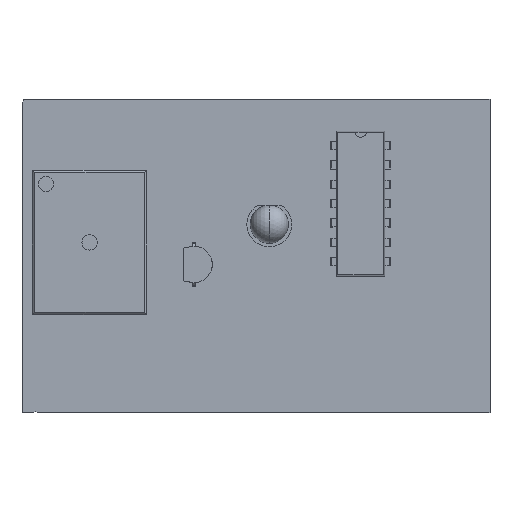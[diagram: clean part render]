
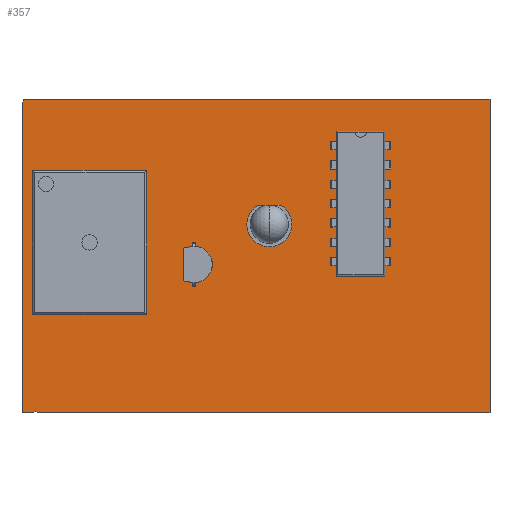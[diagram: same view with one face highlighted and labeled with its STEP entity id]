
A CAD part, top view. The second image highlights one B-rep face of the part: STEP entity #357.
In plain terms, the highlighted planar face has unit normal (0, 0, 1).
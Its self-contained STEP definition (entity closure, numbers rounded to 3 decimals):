
#68 = VERTEX_POINT('',#69);
#69 = CARTESIAN_POINT('',(0.,0.,3.54));
#75 = EDGE_CURVE('',#68,#76,#78,.T.);
#76 = VERTEX_POINT('',#77);
#77 = CARTESIAN_POINT('',(61.25,0.,3.54));
#78 = LINE('',#79,#80);
#79 = CARTESIAN_POINT('',(0.,0.,3.54));
#80 = VECTOR('',#81,1.);
#81 = DIRECTION('',(1.,0.,0.));
#106 = EDGE_CURVE('',#76,#107,#109,.T.);
#107 = VERTEX_POINT('',#108);
#108 = CARTESIAN_POINT('',(61.25,-41.25,3.54));
#109 = LINE('',#110,#111);
#110 = CARTESIAN_POINT('',(61.25,0.,3.54));
#111 = VECTOR('',#112,1.);
#112 = DIRECTION('',(0.,-1.,0.));
#137 = EDGE_CURVE('',#107,#138,#140,.T.);
#138 = VERTEX_POINT('',#139);
#139 = CARTESIAN_POINT('',(1.75,-41.25,3.54));
#140 = LINE('',#141,#142);
#141 = CARTESIAN_POINT('',(61.25,-41.25,3.54));
#142 = VECTOR('',#143,1.);
#143 = DIRECTION('',(-1.,0.,0.));
#168 = EDGE_CURVE('',#138,#169,#171,.T.);
#169 = VERTEX_POINT('',#170);
#170 = CARTESIAN_POINT('',(1.5,-41.,3.54));
#171 = LINE('',#172,#173);
#172 = CARTESIAN_POINT('',(1.75,-41.25,3.54));
#173 = VECTOR('',#174,1.);
#174 = DIRECTION('',(-0.707,0.707,0.));
#199 = EDGE_CURVE('',#169,#200,#202,.T.);
#200 = VERTEX_POINT('',#201);
#201 = CARTESIAN_POINT('',(1.25,-41.25,3.54));
#202 = LINE('',#203,#204);
#203 = CARTESIAN_POINT('',(1.5,-41.,3.54));
#204 = VECTOR('',#205,1.);
#205 = DIRECTION('',(-0.707,-0.707,0.));
#230 = EDGE_CURVE('',#200,#231,#233,.T.);
#231 = VERTEX_POINT('',#232);
#232 = CARTESIAN_POINT('',(-0.25,-41.25,3.54));
#233 = LINE('',#234,#235);
#234 = CARTESIAN_POINT('',(1.25,-41.25,3.54));
#235 = VECTOR('',#236,1.);
#236 = DIRECTION('',(-1.,0.,0.));
#261 = EDGE_CURVE('',#231,#262,#264,.T.);
#262 = VERTEX_POINT('',#263);
#263 = CARTESIAN_POINT('',(-0.25,-0.5,3.54));
#264 = LINE('',#265,#266);
#265 = CARTESIAN_POINT('',(-0.25,-41.25,3.54));
#266 = VECTOR('',#267,1.);
#267 = DIRECTION('',(0.,1.,0.));
#292 = EDGE_CURVE('',#262,#293,#295,.T.);
#293 = VERTEX_POINT('',#294);
#294 = CARTESIAN_POINT('',(0.,-0.25,3.54));
#295 = LINE('',#296,#297);
#296 = CARTESIAN_POINT('',(-0.25,-0.5,3.54));
#297 = VECTOR('',#298,1.);
#298 = DIRECTION('',(0.707,0.707,0.));
#323 = EDGE_CURVE('',#293,#68,#324,.T.);
#324 = LINE('',#325,#326);
#325 = CARTESIAN_POINT('',(0.,-0.25,3.54));
#326 = VECTOR('',#327,1.);
#327 = DIRECTION('',(0.,1.,0.));
#357 = ADVANCED_FACE('',(#358),#369,.T.);
#358 = FACE_BOUND('',#359,.F.);
#359 = EDGE_LOOP('',(#360,#361,#362,#363,#364,#365,#366,#367,#368));
#360 = ORIENTED_EDGE('',*,*,#75,.T.);
#361 = ORIENTED_EDGE('',*,*,#106,.T.);
#362 = ORIENTED_EDGE('',*,*,#137,.T.);
#363 = ORIENTED_EDGE('',*,*,#168,.T.);
#364 = ORIENTED_EDGE('',*,*,#199,.T.);
#365 = ORIENTED_EDGE('',*,*,#230,.T.);
#366 = ORIENTED_EDGE('',*,*,#261,.T.);
#367 = ORIENTED_EDGE('',*,*,#292,.T.);
#368 = ORIENTED_EDGE('',*,*,#323,.T.);
#369 = PLANE('',#370);
#370 = AXIS2_PLACEMENT_3D('',#371,#372,#373);
#371 = CARTESIAN_POINT('',(0.,0.,3.54));
#372 = DIRECTION('',(0.,0.,1.));
#373 = DIRECTION('',(1.,0.,0.));
